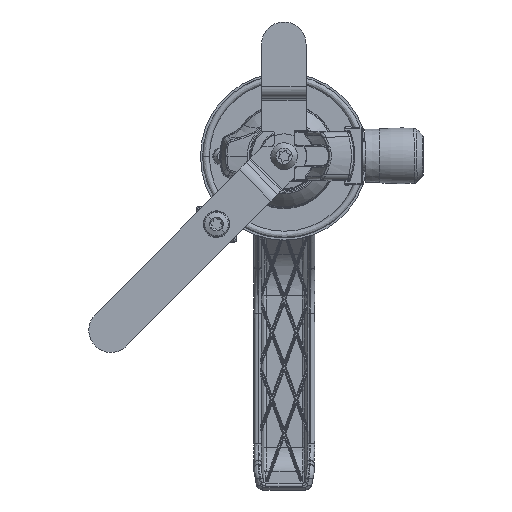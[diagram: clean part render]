
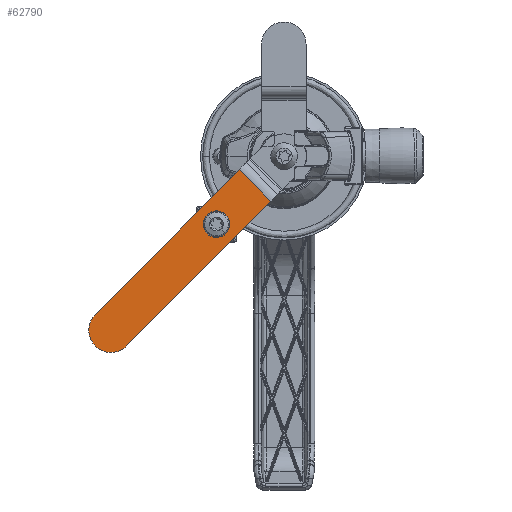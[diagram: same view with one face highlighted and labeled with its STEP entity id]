
A CAD part, top view. The second image highlights one B-rep face of the part: STEP entity #62790.
In plain terms, the highlighted face is planar.
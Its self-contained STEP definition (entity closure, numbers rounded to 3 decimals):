
#2980 = CARTESIAN_POINT ( 'NONE',  ( 48.05, 10.75, 0. ) ) ;
#8626 = CARTESIAN_POINT ( 'NONE',  ( 18.474, 10.75, 10. ) ) ;
#9204 = LINE ( 'NONE', #98556, #33534 ) ;
#10925 = VECTOR ( 'NONE', #165074, 1000. ) ;
#13212 = AXIS2_PLACEMENT_3D ( 'NONE', #84528, #70814, #83683 ) ;
#14060 = ORIENTED_EDGE ( 'NONE', *, *, #20558, .F. ) ;
#15617 = VERTEX_POINT ( 'NONE', #41058 ) ;
#20558 = EDGE_CURVE ( 'NONE', #59233, #66453, #45487, .T. ) ;
#23284 = AXIS2_PLACEMENT_3D ( 'NONE', #8626, #44754, #60987 ) ;
#28504 = DIRECTION ( 'NONE',  ( 0., 0., 1. ) ) ;
#33534 = VECTOR ( 'NONE', #167244, 1000. ) ;
#36404 = EDGE_LOOP ( 'NONE', ( #50556, #167556, #160050, #44246, #77751 ) ) ;
#37673 = CARTESIAN_POINT ( 'NONE',  ( 120., 10.75, 0. ) ) ;
#39753 = VECTOR ( 'NONE', #87163, 1000. ) ;
#40026 = EDGE_CURVE ( 'NONE', #84741, #15617, #112680, .T. ) ;
#41058 = CARTESIAN_POINT ( 'NONE',  ( 110., 10.75, -10. ) ) ;
#42496 = DIRECTION ( 'NONE',  ( 0., 0., 1. ) ) ;
#44246 = ORIENTED_EDGE ( 'NONE', *, *, #62653, .F. ) ;
#44754 = DIRECTION ( 'NONE',  ( 0., 1., 0. ) ) ;
#45487 = CIRCLE ( 'NONE', #53660, 5.05 ) ;
#45595 = PLANE ( 'NONE',  #23284 ) ;
#46842 = AXIS2_PLACEMENT_3D ( 'NONE', #102390, #81704, #28504 ) ;
#50556 = ORIENTED_EDGE ( 'NONE', *, *, #61121, .T. ) ;
#51039 = LINE ( 'NONE', #60550, #39753 ) ;
#53660 = AXIS2_PLACEMENT_3D ( 'NONE', #137537, #149599, #57668 ) ;
#57668 = DIRECTION ( 'NONE',  ( -1., 0., 0. ) ) ;
#58569 = CARTESIAN_POINT ( 'NONE',  ( 18.474, 10.75, -10. ) ) ;
#59233 = VERTEX_POINT ( 'NONE', #75588 ) ;
#59313 = FACE_BOUND ( 'NONE', #95069, .T. ) ;
#60550 = CARTESIAN_POINT ( 'NONE',  ( 18.474, 10.75, 10. ) ) ;
#60987 = DIRECTION ( 'NONE',  ( 0., 0., 1. ) ) ;
#61121 = EDGE_CURVE ( 'NONE', #136955, #84741, #122172, .T. ) ;
#62653 = EDGE_CURVE ( 'NONE', #123256, #142624, #51039, .T. ) ;
#62790 = ADVANCED_FACE ( 'NONE', ( #59313, #74720 ), #45595, .T. ) ;
#66453 = VERTEX_POINT ( 'NONE', #2980 ) ;
#70814 = DIRECTION ( 'NONE',  ( 0., 1., 0. ) ) ;
#74720 = FACE_OUTER_BOUND ( 'NONE', #36404, .T. ) ;
#75588 = CARTESIAN_POINT ( 'NONE',  ( 37.95, 10.75, 0. ) ) ;
#77751 = ORIENTED_EDGE ( 'NONE', *, *, #97229, .T. ) ;
#81704 = DIRECTION ( 'NONE',  ( 0., 1., 0. ) ) ;
#83683 = DIRECTION ( 'NONE',  ( -1., 0., 0. ) ) ;
#84528 = CARTESIAN_POINT ( 'NONE',  ( 43., 10.75, 0. ) ) ;
#84741 = VERTEX_POINT ( 'NONE', #37673 ) ;
#87163 = DIRECTION ( 'NONE',  ( 0., 0., -1. ) ) ;
#95069 = EDGE_LOOP ( 'NONE', ( #14060, #95103 ) ) ;
#95103 = ORIENTED_EDGE ( 'NONE', *, *, #152568, .F. ) ;
#97229 = EDGE_CURVE ( 'NONE', #123256, #136955, #9204, .T. ) ;
#98556 = CARTESIAN_POINT ( 'NONE',  ( 18.474, 10.75, 10. ) ) ;
#102390 = CARTESIAN_POINT ( 'NONE',  ( 110., 10.75, 0. ) ) ;
#104050 = CARTESIAN_POINT ( 'NONE',  ( 110., 10.75, 10. ) ) ;
#106502 = CIRCLE ( 'NONE', #13212, 5.05 ) ;
#112680 = CIRCLE ( 'NONE', #46842, 10. ) ;
#116394 = CARTESIAN_POINT ( 'NONE',  ( 18.474, 10.75, 10. ) ) ;
#118440 = EDGE_CURVE ( 'NONE', #142624, #15617, #164226, .T. ) ;
#120686 = CARTESIAN_POINT ( 'NONE',  ( 110., 10.75, 0. ) ) ;
#122172 = CIRCLE ( 'NONE', #146797, 10. ) ;
#123256 = VERTEX_POINT ( 'NONE', #116394 ) ;
#136955 = VERTEX_POINT ( 'NONE', #104050 ) ;
#137537 = CARTESIAN_POINT ( 'NONE',  ( 43., 10.75, 0. ) ) ;
#142624 = VERTEX_POINT ( 'NONE', #143024 ) ;
#143024 = CARTESIAN_POINT ( 'NONE',  ( 18.474, 10.75, -10. ) ) ;
#146797 = AXIS2_PLACEMENT_3D ( 'NONE', #120686, #160194, #42496 ) ;
#149599 = DIRECTION ( 'NONE',  ( 0., 1., 0. ) ) ;
#152568 = EDGE_CURVE ( 'NONE', #66453, #59233, #106502, .T. ) ;
#160050 = ORIENTED_EDGE ( 'NONE', *, *, #118440, .F. ) ;
#160194 = DIRECTION ( 'NONE',  ( 0., 1., 0. ) ) ;
#164226 = LINE ( 'NONE', #58569, #10925 ) ;
#165074 = DIRECTION ( 'NONE',  ( 1., 0., 0. ) ) ;
#167244 = DIRECTION ( 'NONE',  ( 1., 0., 0. ) ) ;
#167556 = ORIENTED_EDGE ( 'NONE', *, *, #40026, .T. ) ;
